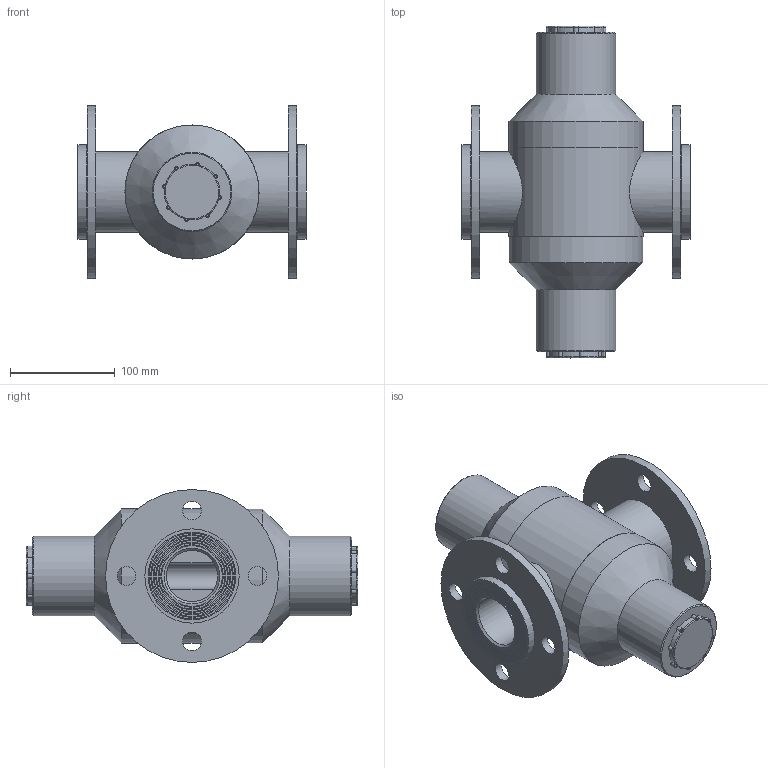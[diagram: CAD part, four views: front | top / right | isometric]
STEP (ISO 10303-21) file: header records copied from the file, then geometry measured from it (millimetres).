
FILE_DESCRIPTION (( 'STEP AP214' ), '1' );
FILE_NAME ('2-1104-1X-PN16-DUP.STEP', '2019-10-28T11:17:36', ( '' ), ( '' ), 'SwSTEP 2.0', 'SolidWorks 2020', '' );
FILE_SCHEMA (( 'AUTOMOTIVE_DESIGN' ));
Length unit declared in the file: millimetre
Products named in the file (6): PVC Bonnet all size_63mm PVC-304; 2 PN16 BR; 63mm Duplex Fusion weld body - PS-10-883; 63mm Fusion Stub - PP; 2-1104-1X-PN16-DUP; 63mm Dust Cap
Assembly tree (9 placements, depth 2):
  2-1104-1X-PN16-DUP
    63mm Fusion Stub - PP  x2
    PVC Bonnet all size_63mm PVC-304  x2
    63mm Duplex Fusion weld body - PS-10-883
    2 PN16 BR  x2
    63mm Dust Cap  x2
Bounding box: 217.8 x 317 x 165 mm (x, y, z)
Volume: 3090696.5 mm3; surface area: 367493.7 mm2
Topology: 9 solids, 9 shells, 213 faces, 429 edges, 272 vertices
Faces by surface type: cylinder 102, plane 59, torus 34, cone 12, bspline 6
Full cylindrical faces by diameter (mm): 18 x8, 25 x1, 36 x2, 49 x2, 51 x2, 57.948 x2, 59.748 x2, 62.748 x2, 64.548 x2, 67.548 x2, 69.348 x2, 72.348 x2, 74.148 x2, 75 x2, 76 x2, 77 x2, 77.148 x2, 78 x2, 78.948 x2, 81.948 x2, 82 x2, 83.748 x2, 90 x4, 95.218 x1, 95.473 x1, 128 x3, 165 x2
Entity records: 7280 total; most frequent: CARTESIAN_POINT 4344, DIRECTION 594, ORIENTED_EDGE 432, AXIS2_PLACEMENT_3D 280, EDGE_LOOP 226, EDGE_CURVE 216, FACE_OUTER_BOUND 172, VERTEX_POINT 166
